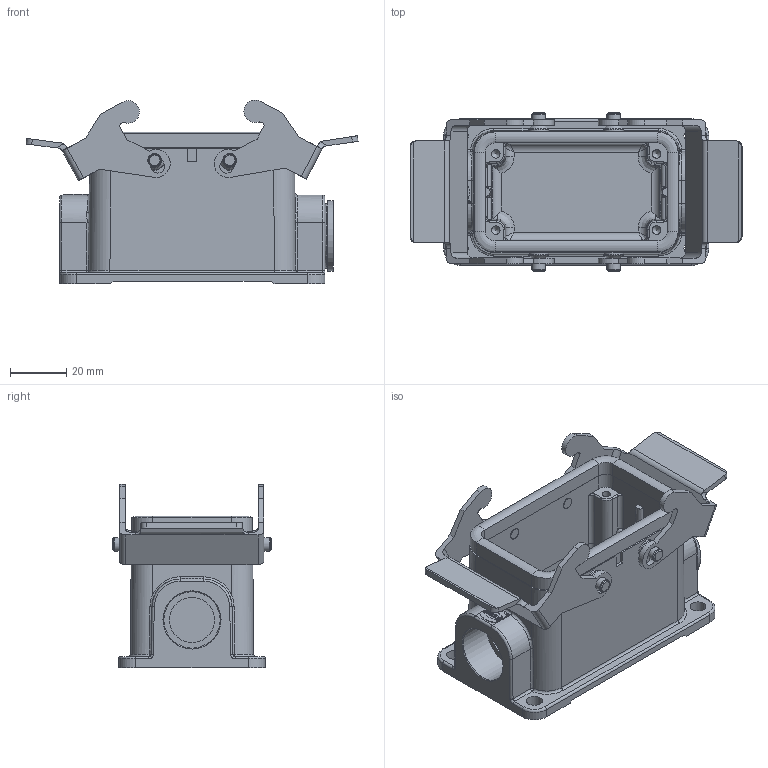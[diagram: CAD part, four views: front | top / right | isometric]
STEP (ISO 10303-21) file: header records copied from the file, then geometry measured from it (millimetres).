
FILE_DESCRIPTION((''),'2;1');
FILE_NAME('04300101263.stp','2020-07-07T14:40:15',('e.eickhoff'),(''),'Autodesk Inventor 2012','Autodesk Inventor 2012','');
FILE_SCHEMA(('AUTOMOTIVE_DESIGN { 1 0 10303 214 1 1 1 1 }'));
Length unit declared in the file: millimetre
Products named in the file (4): 04300101263; Metallbügel Quer; KBRM20
Assembly tree (4 placements, depth 2):
  04300101263
    04300101263
    Metallbügel Quer  x2
    KBRM20
Bounding box: 117.69 x 56.06 x 65.16 mm (x, y, z)
Volume: 85766.1 mm3; surface area: 45797.4 mm2
Topology: 4 solids, 4 shells, 532 faces, 1356 edges, 856 vertices
Faces by surface type: plane 258, cylinder 177, bspline 42, torus 33, cone 18, sphere 4
Full cylindrical faces by diameter (mm): 0.88 x1, 1.04 x1, 3 x4, 4 x4, 4.8 x4, 5.6 x4, 7 x4, 16 x2, 20 x2, 20.5 x1, 23 x1, 25 x1
Entity records: 15361 total; most frequent: CARTESIAN_POINT 3718, DIRECTION 2395, ORIENTED_EDGE 2264, EDGE_CURVE 1132, AXIS2_PLACEMENT_3D 862, VERTEX_POINT 745, VECTOR 671, LINE 671
